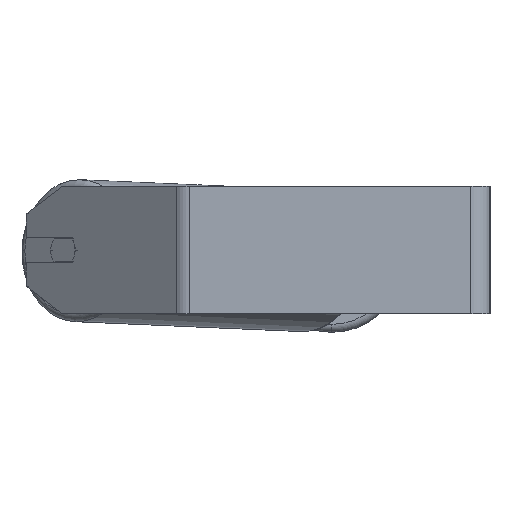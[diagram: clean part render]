
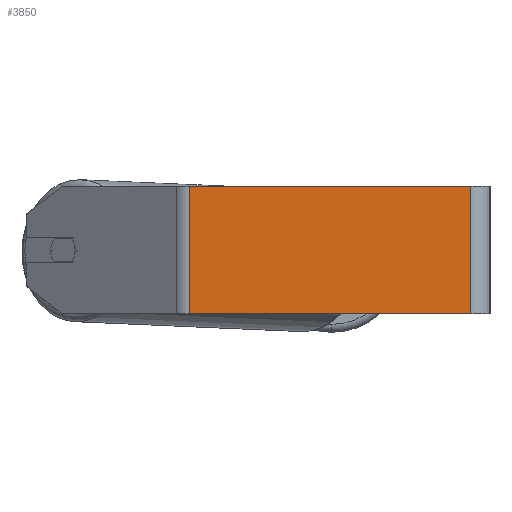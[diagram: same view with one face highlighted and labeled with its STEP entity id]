
A CAD part, left-side view. The second image highlights one B-rep face of the part: STEP entity #3850.
In plain terms, the highlighted planar face has unit normal (-1, 0, 0).
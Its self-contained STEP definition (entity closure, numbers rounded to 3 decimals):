
#307 = EDGE_CURVE ( 'NONE', #6154, #5797, #3300, .T. ) ;
#452 = VERTEX_POINT ( 'NONE', #8223 ) ;
#550 = DIRECTION ( 'NONE',  ( 0., -1., 0. ) ) ;
#579 = ORIENTED_EDGE ( 'NONE', *, *, #307, .T. ) ;
#629 = DIRECTION ( 'NONE',  ( 0., 0., -1. ) ) ;
#961 = ORIENTED_EDGE ( 'NONE', *, *, #8549, .T. ) ;
#975 = CARTESIAN_POINT ( 'NONE',  ( -400., 188.316, 40. ) ) ;
#1149 = DIRECTION ( 'NONE',  ( 0., -1., 0. ) ) ;
#1273 = VERTEX_POINT ( 'NONE', #2958 ) ;
#2156 = EDGE_CURVE ( 'NONE', #1273, #452, #3969, .T. ) ;
#2261 = LINE ( 'NONE', #975, #7641 ) ;
#2958 = CARTESIAN_POINT ( 'NONE',  ( -400., 188.316, 40. ) ) ;
#3300 = LINE ( 'NONE', #3980, #8387 ) ;
#3523 = EDGE_CURVE ( 'NONE', #452, #5797, #4726, .T. ) ;
#3600 = ORIENTED_EDGE ( 'NONE', *, *, #3523, .F. ) ;
#3681 = DIRECTION ( 'NONE',  ( 0., 0., -1. ) ) ;
#3850 = ADVANCED_FACE ( 'NONE', ( #5418 ), #4136, .F. ) ;
#3969 = LINE ( 'NONE', #4599, #5170 ) ;
#3980 = CARTESIAN_POINT ( 'NONE',  ( -400., 192.684, -40. ) ) ;
#4121 = ORIENTED_EDGE ( 'NONE', *, *, #2156, .F. ) ;
#4136 = PLANE ( 'NONE',  #7724 ) ;
#4480 = VECTOR ( 'NONE', #4901, 1000. ) ;
#4599 = CARTESIAN_POINT ( 'NONE',  ( -400., 192.684, 40. ) ) ;
#4726 = LINE ( 'NONE', #6805, #4480 ) ;
#4846 = CARTESIAN_POINT ( 'NONE',  ( -400., 192.684, 40. ) ) ;
#4901 = DIRECTION ( 'NONE',  ( 0., 0., -1. ) ) ;
#5170 = VECTOR ( 'NONE', #550, 1000. ) ;
#5418 = FACE_OUTER_BOUND ( 'NONE', #6259, .T. ) ;
#5540 = CARTESIAN_POINT ( 'NONE',  ( -400., 188.316, -40. ) ) ;
#5797 = VERTEX_POINT ( 'NONE', #8378 ) ;
#6154 = VERTEX_POINT ( 'NONE', #5540 ) ;
#6259 = EDGE_LOOP ( 'NONE', ( #579, #3600, #4121, #961 ) ) ;
#6706 = DIRECTION ( 'NONE',  ( 1., 0., 0. ) ) ;
#6805 = CARTESIAN_POINT ( 'NONE',  ( -400., 12., 40. ) ) ;
#7641 = VECTOR ( 'NONE', #3681, 1000. ) ;
#7724 = AXIS2_PLACEMENT_3D ( 'NONE', #4846, #6706, #629 ) ;
#8223 = CARTESIAN_POINT ( 'NONE',  ( -400., 12., 40. ) ) ;
#8378 = CARTESIAN_POINT ( 'NONE',  ( -400., 12., -40. ) ) ;
#8387 = VECTOR ( 'NONE', #1149, 1000. ) ;
#8549 = EDGE_CURVE ( 'NONE', #1273, #6154, #2261, .T. ) ;
